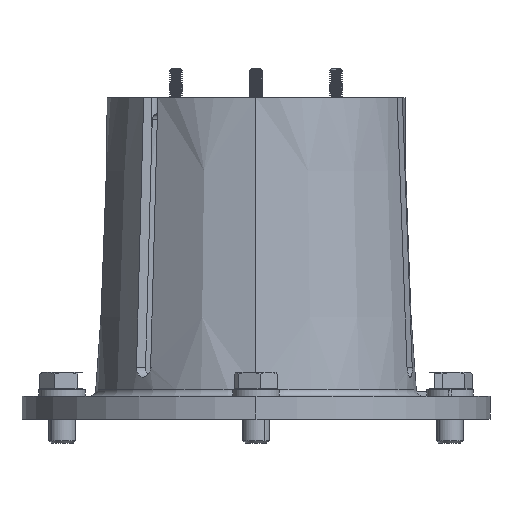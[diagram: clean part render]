
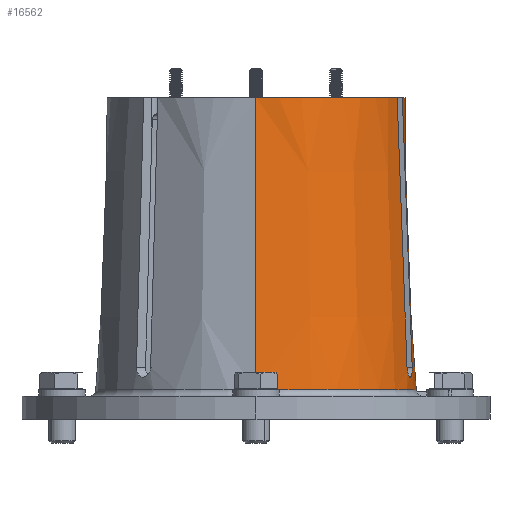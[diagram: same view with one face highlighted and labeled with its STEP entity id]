
A CAD part, front view. The second image highlights one B-rep face of the part: STEP entity #16562.
In plain terms, the highlighted conical face has half-angle 2.173 degrees and reference radius 70.818 mm.
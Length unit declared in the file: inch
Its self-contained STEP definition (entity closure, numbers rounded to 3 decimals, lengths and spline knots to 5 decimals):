
#149 = AXIS2_PLACEMENT_3D ( 'NONE', #6699, #24010, #9180 ) ;
#647 = VECTOR ( 'NONE', #14331, 39.37008 ) ;
#822 = CIRCLE ( 'NONE', #25281, 2.99544 ) ;
#1276 = DIRECTION ( 'NONE',  ( 0., 1., 0. ) ) ;
#1374 = CARTESIAN_POINT ( 'NONE',  ( 2.92122, -0.59481, 0.83647 ) ) ;
#1473 = CARTESIAN_POINT ( 'NONE',  ( 2.88788, -0.76099, 0.69751 ) ) ;
#1599 = CARTESIAN_POINT ( 'NONE',  ( 2.82885, -0.94217, 0.82452 ) ) ;
#2226 = CARTESIAN_POINT ( 'NONE',  ( 2.81047, -0.55895, 3.88501 ) ) ;
#3594 = VERTEX_POINT ( 'NONE', #31332 ) ;
#3874 = CARTESIAN_POINT ( 'NONE',  ( 2.91987, -0.60792, 0.80188 ) ) ;
#3989 = CARTESIAN_POINT ( 'NONE',  ( 2.87821, -0.79662, 0.69871 ) ) ;
#4093 = CARTESIAN_POINT ( 'NONE',  ( 2.82488, -0.94975, 0.86021 ) ) ;
#4721 = CARTESIAN_POINT ( 'NONE',  ( 2.92063, -0.58847, 0.885 ) ) ;
#5636 = CIRCLE ( 'NONE', #29289, 2.78813 ) ;
#5664 = B_SPLINE_CURVE_WITH_KNOTS ( 'NONE', 3,
 ( #29333, #26872, #31785, #17101, #2226, #19596, #4721 ),
 .UNSPECIFIED., .F., .F.,
 ( 4, 3, 4 ),
 ( -0.01373, 0., 0.11438 ),
 .UNSPECIFIED. ) ;
#6055 = FACE_OUTER_BOUND ( 'NONE', #18265, .T. ) ;
#6288 = CARTESIAN_POINT ( 'NONE',  ( 2.65172, -0.90464, 5.56501 ) ) ;
#6384 = CARTESIAN_POINT ( 'NONE',  ( 2.91701, -0.62718, 0.77075 ) ) ;
#6486 = CARTESIAN_POINT ( 'NONE',  ( 2.86815, -0.83095, 0.70704 ) ) ;
#6600 = CARTESIAN_POINT ( 'NONE',  ( 2.82357, -0.95069, 0.885 ) ) ;
#6699 = CARTESIAN_POINT ( 'NONE',  ( 0., 0., 5.925 ) ) ;
#6992 = CARTESIAN_POINT ( 'NONE',  ( 2.73555, -0.53888, 5.925 ) ) ;
#7385 = VERTEX_POINT ( 'NONE', #6992 ) ;
#7736 = EDGE_CURVE ( 'NONE', #26923, #7385, #5636, .T. ) ;
#7748 = EDGE_CURVE ( 'NONE', #12587, #21110, #29660, .T. ) ;
#8033 = LINE ( 'NONE', #11713, #647 ) ;
#8512 = CIRCLE ( 'NONE', #149, 2.78813 ) ;
#8604 = VERTEX_POINT ( 'NONE', #29186 ) ;
#8672 = CARTESIAN_POINT ( 'NONE',  ( 2.7685, -0.93593, 2.385 ) ) ;
#8781 = CARTESIAN_POINT ( 'NONE',  ( 2.6385, -0.9011, 5.925 ) ) ;
#8873 = CARTESIAN_POINT ( 'NONE',  ( 2.91259, -0.65207, 0.74381 ) ) ;
#8974 = CARTESIAN_POINT ( 'NONE',  ( 2.85803, -0.86311, 0.7223 ) ) ;
#9067 = VECTOR ( 'NONE', #11183, 39.37008 ) ;
#9180 = DIRECTION ( 'NONE',  ( 0., 1., 0. ) ) ;
#9723 = EDGE_CURVE ( 'NONE', #13498, #14778, #822, .T. ) ;
#11082 = CARTESIAN_POINT ( 'NONE',  ( 0., 0., 0.46026 ) ) ;
#11183 = DIRECTION ( 'NONE',  ( 0., 0.038, -0.999 ) ) ;
#11373 = CARTESIAN_POINT ( 'NONE',  ( 2.9067, -0.68146, 0.72234 ) ) ;
#11465 = CARTESIAN_POINT ( 'NONE',  ( 2.84848, -0.89139, 0.74362 ) ) ;
#11713 = CARTESIAN_POINT ( 'NONE',  ( 0., -2.78813, 5.925 ) ) ;
#12587 = VERTEX_POINT ( 'NONE', #19877 ) ;
#13498 = VERTEX_POINT ( 'NONE', #31113 ) ;
#13583 = DIRECTION ( 'NONE',  ( 0., 1., 0. ) ) ;
#13681 = CARTESIAN_POINT ( 'NONE',  ( 2.82357, -0.95069, 0.885 ) ) ;
#13869 = CARTESIAN_POINT ( 'NONE',  ( 2.89943, -0.71417, 0.70714 ) ) ;
#13972 = CARTESIAN_POINT ( 'NONE',  ( 2.83983, -0.91523, 0.77058 ) ) ;
#14331 = DIRECTION ( 'NONE',  ( 0., -0.038, -0.999 ) ) ;
#14534 = ORIENTED_EDGE ( 'NONE', *, *, #23853, .F. ) ;
#14778 = VERTEX_POINT ( 'NONE', #18449 ) ;
#14843 = EDGE_CURVE ( 'NONE', #3594, #12587, #22695, .T. ) ;
#15399 = CONICAL_SURFACE ( 'NONE', #19028, 2.78813, 0.038 ) ;
#16160 = DIRECTION ( 'NONE',  ( 0., 0., -1. ) ) ;
#16243 = CARTESIAN_POINT ( 'NONE',  ( 2.92129, -0.5899, 0.86043 ) ) ;
#16350 = CARTESIAN_POINT ( 'NONE',  ( 2.89091, -0.7492, 0.6987 ) ) ;
#16456 = CARTESIAN_POINT ( 'NONE',  ( 2.83265, -0.93344, 0.80182 ) ) ;
#16562 = ADVANCED_FACE ( 'NONE', ( #6055 ), #15399, .T. ) ;
#17101 = CARTESIAN_POINT ( 'NONE',  ( 2.75539, -0.54419, 5.38501 ) ) ;
#17262 = ORIENTED_EDGE ( 'NONE', *, *, #7736, .T. ) ;
#17545 = DIRECTION ( 'NONE',  ( 0., 1., 0. ) ) ;
#17807 = CARTESIAN_POINT ( 'NONE',  ( 2.6385, -0.9011, 5.925 ) ) ;
#17862 = CARTESIAN_POINT ( 'NONE',  ( 0., 2.78813, 5.925 ) ) ;
#18142 = ORIENTED_EDGE ( 'NONE', *, *, #31104, .T. ) ;
#18265 = EDGE_LOOP ( 'NONE', ( #30269, #26983, #19688, #14534, #17262, #18142, #24247, #31114 ) ) ;
#18449 = CARTESIAN_POINT ( 'NONE',  ( 0., 2.99544, 0.46026 ) ) ;
#18754 = CARTESIAN_POINT ( 'NONE',  ( 2.92094, -0.59847, 0.82457 ) ) ;
#18864 = CARTESIAN_POINT ( 'NONE',  ( 2.88155, -0.78464, 0.69749 ) ) ;
#18967 = CARTESIAN_POINT ( 'NONE',  ( 2.82729, -0.94542, 0.8362 ) ) ;
#19028 = AXIS2_PLACEMENT_3D ( 'NONE', #22368, #26945, #17545 ) ;
#19596 = CARTESIAN_POINT ( 'NONE',  ( 2.86556, -0.57371, 2.385 ) ) ;
#19688 = ORIENTED_EDGE ( 'NONE', *, *, #9723, .T. ) ;
#19877 = CARTESIAN_POINT ( 'NONE',  ( 2.82357, -0.95069, 0.885 ) ) ;
#20806 = EDGE_CURVE ( 'NONE', #21110, #8604, #8512, .T. ) ;
#21110 = VERTEX_POINT ( 'NONE', #17807 ) ;
#21116 = CARTESIAN_POINT ( 'NONE',  ( 2.65833, -0.90641, 5.38501 ) ) ;
#21210 = CARTESIAN_POINT ( 'NONE',  ( 2.91909, -0.61366, 0.79111 ) ) ;
#21316 = CARTESIAN_POINT ( 'NONE',  ( 2.87152, -0.81974, 0.70349 ) ) ;
#21411 = CARTESIAN_POINT ( 'NONE',  ( 2.82403, -0.95081, 0.87261 ) ) ;
#21924 = EDGE_CURVE ( 'NONE', #8604, #13498, #8033, .T. ) ;
#22368 = CARTESIAN_POINT ( 'NONE',  ( 0., 0., 5.925 ) ) ;
#22695 = B_SPLINE_CURVE_WITH_KNOTS ( 'NONE', 3,
 ( #28490, #30950, #16243, #1374, #18754, #3874, #21210, #6384, #23708, #8873, #26126, #11373, #28597, #13869, #31061, #16350, #1473, #18864, #3989, #21316, #6486, #23814, #8974, #26232, #11465, #28703, #13972, #31165, #16456, #1599, #18967, #4093, #21411, #6600 ),
 .UNSPECIFIED., .F., .F.,
 ( 4, 2, 2, 2, 2, 2, 2, 2, 2, 2, 2, 2, 2, 2, 2, 2, 4 ),
 ( 0., 0.00093, 0.00186, 0.00279, 0.00373, 0.00466, 0.00559, 0.00652, 0.00745, 0.00838, 0.00931, 0.01025, 0.01118, 0.01211, 0.01304, 0.01397, 0.0149 ),
 .UNSPECIFIED. ) ;
#23496 = CARTESIAN_POINT ( 'NONE',  ( 2.71342, -0.92117, 3.88501 ) ) ;
#23604 = CARTESIAN_POINT ( 'NONE',  ( 2.64511, -0.90287, 5.745 ) ) ;
#23708 = CARTESIAN_POINT ( 'NONE',  ( 2.91569, -0.63501, 0.7611 ) ) ;
#23814 = CARTESIAN_POINT ( 'NONE',  ( 2.8614, -0.85265, 0.71643 ) ) ;
#23853 = EDGE_CURVE ( 'NONE', #26923, #14778, #27997, .T. ) ;
#24010 = DIRECTION ( 'NONE',  ( 0., 0., -1. ) ) ;
#24247 = ORIENTED_EDGE ( 'NONE', *, *, #14843, .T. ) ;
#25281 = AXIS2_PLACEMENT_3D ( 'NONE', #11082, #28316, #13583 ) ;
#25940 = CARTESIAN_POINT ( 'NONE',  ( 0., 2.78813, 5.925 ) ) ;
#26126 = CARTESIAN_POINT ( 'NONE',  ( 2.91081, -0.66136, 0.73605 ) ) ;
#26232 = CARTESIAN_POINT ( 'NONE',  ( 2.85159, -0.88242, 0.73587 ) ) ;
#26872 = CARTESIAN_POINT ( 'NONE',  ( 2.74217, -0.54065, 5.745 ) ) ;
#26923 = VERTEX_POINT ( 'NONE', #17862 ) ;
#26945 = DIRECTION ( 'NONE',  ( 0., 0., -1. ) ) ;
#26983 = ORIENTED_EDGE ( 'NONE', *, *, #21924, .T. ) ;
#27997 = LINE ( 'NONE', #25940, #9067 ) ;
#28316 = DIRECTION ( 'NONE',  ( 0., 0., 1. ) ) ;
#28490 = CARTESIAN_POINT ( 'NONE',  ( 2.92063, -0.58847, 0.885 ) ) ;
#28597 = CARTESIAN_POINT ( 'NONE',  ( 2.9044, -0.69214, 0.7165 ) ) ;
#28703 = CARTESIAN_POINT ( 'NONE',  ( 2.84256, -0.90793, 0.76111 ) ) ;
#29186 = CARTESIAN_POINT ( 'NONE',  ( 0., -2.78813, 5.925 ) ) ;
#29289 = AXIS2_PLACEMENT_3D ( 'NONE', #30854, #16160, #1276 ) ;
#29333 = CARTESIAN_POINT ( 'NONE',  ( 2.73555, -0.53888, 5.925 ) ) ;
#29660 = B_SPLINE_CURVE_WITH_KNOTS ( 'NONE', 3,
 ( #13681, #8672, #23496, #21116, #6288, #23604, #8781 ),
 .UNSPECIFIED., .F., .F.,
 ( 4, 3, 4 ),
 ( 0., 0.11438, 0.12811 ),
 .UNSPECIFIED. ) ;
#30269 = ORIENTED_EDGE ( 'NONE', *, *, #20806, .T. ) ;
#30854 = CARTESIAN_POINT ( 'NONE',  ( 0., 0., 5.925 ) ) ;
#30950 = CARTESIAN_POINT ( 'NONE',  ( 2.92109, -0.58859, 0.87261 ) ) ;
#31061 = CARTESIAN_POINT ( 'NONE',  ( 2.89672, -0.72567, 0.70354 ) ) ;
#31104 = EDGE_CURVE ( 'NONE', #7385, #3594, #5664, .T. ) ;
#31113 = CARTESIAN_POINT ( 'NONE',  ( 0., -2.99544, 0.46026 ) ) ;
#31114 = ORIENTED_EDGE ( 'NONE', *, *, #7748, .T. ) ;
#31165 = CARTESIAN_POINT ( 'NONE',  ( 2.83489, -0.92796, 0.79087 ) ) ;
#31332 = CARTESIAN_POINT ( 'NONE',  ( 2.92063, -0.58847, 0.885 ) ) ;
#31785 = CARTESIAN_POINT ( 'NONE',  ( 2.74878, -0.54242, 5.56501 ) ) ;
